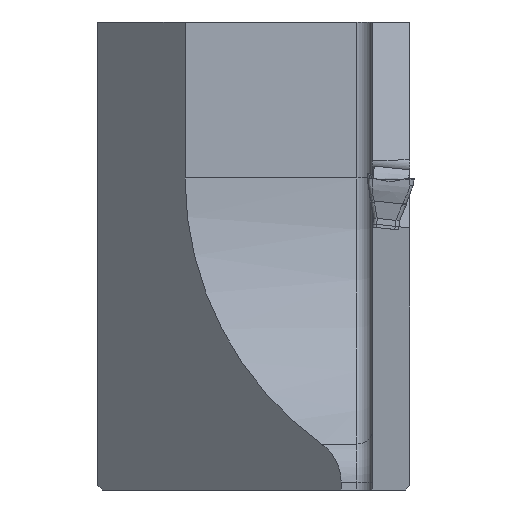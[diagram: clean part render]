
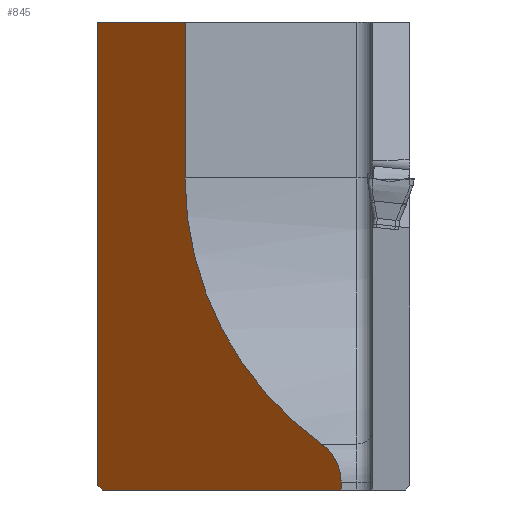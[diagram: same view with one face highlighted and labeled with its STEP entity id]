
A CAD part, left-side view. The second image highlights one B-rep face of the part: STEP entity #845.
In plain terms, the highlighted planar face has unit normal (-0.707, 0.707, 0).
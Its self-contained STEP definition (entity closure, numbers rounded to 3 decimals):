
#845=ADVANCED_FACE('',(#1000),#951,.F.);
#951=PLANE('',#2535);
#1000=FACE_OUTER_BOUND('',#1112,.T.);
#1112=EDGE_LOOP('',(#1361,#1362,#1363,#1364,#1365,#1366,#1367,#1368));
#1210=ELLIPSE('',#2504,4.243,3.);
#1211=ELLIPSE('',#2525,29.698,21.);
#1361=ORIENTED_EDGE('',*,*,#2068,.F.);
#1362=ORIENTED_EDGE('',*,*,#2065,.F.);
#1363=ORIENTED_EDGE('',*,*,#2018,.F.);
#1364=ORIENTED_EDGE('',*,*,#2037,.F.);
#1365=ORIENTED_EDGE('',*,*,#2025,.F.);
#1366=ORIENTED_EDGE('',*,*,#2047,.F.);
#1367=ORIENTED_EDGE('',*,*,#2029,.F.);
#1368=ORIENTED_EDGE('',*,*,#2033,.F.);
#1829=VERTEX_POINT('',#2905);
#1830=VERTEX_POINT('',#2907);
#1834=VERTEX_POINT('',#2919);
#1836=VERTEX_POINT('',#2922);
#1839=VERTEX_POINT('',#2929);
#1840=VERTEX_POINT('',#2931);
#1843=VERTEX_POINT('',#2938);
#1855=VERTEX_POINT('',#3000);
#2018=EDGE_CURVE('',#1829,#1830,#2307,.T.);
#2025=EDGE_CURVE('',#1834,#1836,#2313,.T.);
#2029=EDGE_CURVE('',#1839,#1840,#2317,.T.);
#2033=EDGE_CURVE('',#1843,#1839,#1210,.T.);
#2037=EDGE_CURVE('',#1836,#1829,#2323,.T.);
#2047=EDGE_CURVE('',#1840,#1834,#2332,.T.);
#2065=EDGE_CURVE('',#1830,#1855,#2350,.T.);
#2068=EDGE_CURVE('',#1855,#1843,#1211,.T.);
#2307=LINE('',#2906,#2410);
#2313=LINE('',#2921,#2416);
#2317=LINE('',#2930,#2420);
#2323=LINE('',#2946,#2426);
#2332=LINE('',#2964,#2435);
#2350=LINE('',#2999,#2453);
#2410=VECTOR('',#2616,1.);
#2416=VECTOR('',#2628,1.);
#2420=VECTOR('',#2634,1.);
#2426=VECTOR('',#2650,1.);
#2435=VECTOR('',#2665,1.);
#2453=VECTOR('',#2709,1.);
#2504=AXIS2_PLACEMENT_3D('',#2939,#2640,#2641);
#2525=AXIS2_PLACEMENT_3D('',#3005,#2714,#2715);
#2535=AXIS2_PLACEMENT_3D('',#3015,#2734,#2735);
#2616=DIRECTION('',(-0.707,-0.707,0.));
#2628=DIRECTION('',(0.577,0.577,0.577));
#2634=DIRECTION('',(0.,0.,-1.));
#2640=DIRECTION('',(0.707,-0.707,0.));
#2641=DIRECTION('',(-0.707,-0.707,0.));
#2650=DIRECTION('',(0.,0.,1.));
#2665=DIRECTION('',(0.707,0.707,0.));
#2709=DIRECTION('',(0.,0.,-1.));
#2714=DIRECTION('',(-0.707,0.707,0.));
#2715=DIRECTION('',(-0.707,-0.707,0.));
#2734=DIRECTION('',(0.707,-0.707,0.));
#2735=DIRECTION('',(0.707,0.707,0.));
#2905=CARTESIAN_POINT('',(26.6,0.,10.));
#2906=CARTESIAN_POINT('',(11.,-15.6,10.));
#2907=CARTESIAN_POINT('',(21.,-5.6,10.));
#2919=CARTESIAN_POINT('',(26.3,-0.3,-20.));
#2921=CARTESIAN_POINT('',(15.433,-11.167,-30.867));
#2922=CARTESIAN_POINT('',(26.6,0.,-19.7));
#2929=CARTESIAN_POINT('',(11.,-15.6,-19.494));
#2930=CARTESIAN_POINT('',(11.,-15.6,-22.));
#2931=CARTESIAN_POINT('',(11.,-15.6,-20.));
#2938=CARTESIAN_POINT('',(12.25,-14.35,-17.057));
#2939=CARTESIAN_POINT('',(14.,-12.6,-19.494));
#2946=CARTESIAN_POINT('',(26.6,0.,-22.));
#2964=CARTESIAN_POINT('',(11.,-15.6,-20.));
#2999=CARTESIAN_POINT('',(21.,-5.6,-22.));
#3000=CARTESIAN_POINT('',(21.,-5.6,0.));
#3005=CARTESIAN_POINT('',(0.,-26.6,0.));
#3015=CARTESIAN_POINT('',(11.,-15.6,-22.));
